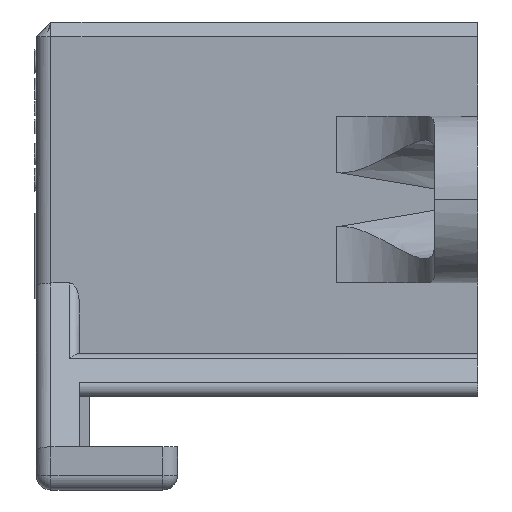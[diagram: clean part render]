
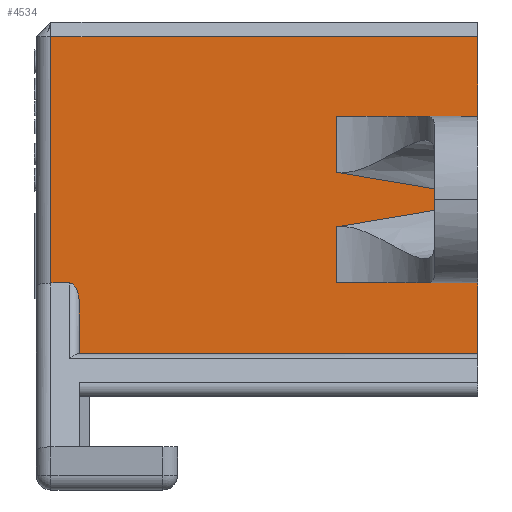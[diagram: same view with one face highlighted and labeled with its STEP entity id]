
A CAD part, left-side view. The second image highlights one B-rep face of the part: STEP entity #4534.
In plain terms, the highlighted planar face has unit normal (-1, 0, 0).
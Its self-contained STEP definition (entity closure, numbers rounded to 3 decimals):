
#5 = EDGE_CURVE ( 'NONE', #786, #4056, #5985, .T. ) ;
#178 = VECTOR ( 'NONE', #10273, 1000. ) ;
#190 = EDGE_CURVE ( 'NONE', #788, #1159, #5711, .T. ) ;
#536 = CARTESIAN_POINT ( 'NONE',  ( -22.55, 20.3, 1.65 ) ) ;
#552 = CARTESIAN_POINT ( 'NONE',  ( -22.55, 20.8, 1.65 ) ) ;
#588 = CARTESIAN_POINT ( 'NONE',  ( -22.55, 3.022, 5.149 ) ) ;
#732 = ORIENTED_EDGE ( 'NONE', *, *, #7586, .F. ) ;
#753 = B_SPLINE_CURVE_WITH_KNOTS ( 'NONE', 3,
 ( #11095, #2279, #4030, #10151, #5800, #588, #6674, #1410 ),
 .UNSPECIFIED., .F., .F.,
 ( 4, 2, 2, 4 ),
 ( 0., 0.003, 0.004, 0.005 ),
 .UNSPECIFIED. ) ;
#786 = VERTEX_POINT ( 'NONE', #10806 ) ;
#788 = VERTEX_POINT ( 'NONE', #3926 ) ;
#969 = ORIENTED_EDGE ( 'NONE', *, *, #1190, .F. ) ;
#1152 = LINE ( 'NONE', #10820, #9927 ) ;
#1159 = VERTEX_POINT ( 'NONE', #1890 ) ;
#1186 = CARTESIAN_POINT ( 'NONE',  ( -22.55, 2.2, 1.65 ) ) ;
#1190 = EDGE_CURVE ( 'NONE', #6595, #10881, #3076, .T. ) ;
#1295 = VERTEX_POINT ( 'NONE', #3740 ) ;
#1340 = CARTESIAN_POINT ( 'NONE',  ( -22.55, 21.75, 14.95 ) ) ;
#1410 = CARTESIAN_POINT ( 'NONE',  ( -22.55, 2.2, 5.355 ) ) ;
#1427 = VERTEX_POINT ( 'NONE', #5666 ) ;
#1445 = DIRECTION ( 'NONE',  ( 0., -1., 0. ) ) ;
#1518 = CARTESIAN_POINT ( 'NONE',  ( -22.55, 7.2, 4.508 ) ) ;
#1531 = LINE ( 'NONE', #536, #8647 ) ;
#1532 = CARTESIAN_POINT ( 'NONE',  ( -22.55, 15.3, -1.95 ) ) ;
#1883 = CARTESIAN_POINT ( 'NONE',  ( -22.55, 5.522, 7.078 ) ) ;
#1890 = CARTESIAN_POINT ( 'NONE',  ( -22.55, 0., 10.15 ) ) ;
#2127 = DIRECTION ( 'NONE',  ( 0., 0., 1. ) ) ;
#2277 = ORIENTED_EDGE ( 'NONE', *, *, #2520, .F. ) ;
#2279 = CARTESIAN_POINT ( 'NONE',  ( -22.55, 6.36, 4.611 ) ) ;
#2520 = EDGE_CURVE ( 'NONE', #1295, #1427, #1152, .T. ) ;
#2538 = VERTEX_POINT ( 'NONE', #7337 ) ;
#2823 = VERTEX_POINT ( 'NONE', #7551 ) ;
#3076 = LINE ( 'NONE', #3515, #10991 ) ;
#3160 = VERTEX_POINT ( 'NONE', #9152 ) ;
#3177 = ORIENTED_EDGE ( 'NONE', *, *, #8570, .T. ) ;
#3308 = EDGE_CURVE ( 'NONE', #11298, #788, #11260, .T. ) ;
#3403 = CARTESIAN_POINT ( 'NONE',  ( -22.55, 0., 14.95 ) ) ;
#3515 = CARTESIAN_POINT ( 'NONE',  ( -22.55, 20.3, 1.65 ) ) ;
#3685 = CARTESIAN_POINT ( 'NONE',  ( -22.55, 2.2, 10.15 ) ) ;
#3733 = CARTESIAN_POINT ( 'NONE',  ( -22.55, 4.269, 6.882 ) ) ;
#3740 = CARTESIAN_POINT ( 'NONE',  ( -22.55, 2.2, 6.445 ) ) ;
#3753 = VECTOR ( 'NONE', #2127, 1000. ) ;
#3871 = VECTOR ( 'NONE', #10679, 1000. ) ;
#3895 = DIRECTION ( 'NONE',  ( 0., -1., 0. ) ) ;
#3926 = CARTESIAN_POINT ( 'NONE',  ( -22.55, 0., 14.2 ) ) ;
#3979 = DIRECTION ( 'NONE',  ( 0., 1., 0. ) ) ;
#4030 = CARTESIAN_POINT ( 'NONE',  ( -22.55, 5.522, 4.722 ) ) ;
#4056 = VERTEX_POINT ( 'NONE', #4432 ) ;
#4097 = VERTEX_POINT ( 'NONE', #6350 ) ;
#4140 = DIRECTION ( 'NONE',  ( 0., -1., 0. ) ) ;
#4208 = CARTESIAN_POINT ( 'NONE',  ( -22.55, 20.3, -1.95 ) ) ;
#4217 = EDGE_CURVE ( 'NONE', #4056, #1295, #8274, .T. ) ;
#4220 = EDGE_LOOP ( 'NONE', ( #5038, #5471, #8031, #969, #5718, #732, #5888, #7709, #3177, #2277, #9303, #8611, #6216, #6956, #10603 ) ) ;
#4272 = EDGE_CURVE ( 'NONE', #3160, #2823, #4551, .T. ) ;
#4332 = VECTOR ( 'NONE', #3895, 1000. ) ;
#4377 = EDGE_CURVE ( 'NONE', #5647, #3160, #9477, .T. ) ;
#4409 = VECTOR ( 'NONE', #7730, 1000. ) ;
#4432 = CARTESIAN_POINT ( 'NONE',  ( -22.55, 7.2, 7.292 ) ) ;
#4534 = ADVANCED_FACE ( 'NONE', ( #5085 ), #7487, .F. ) ;
#4551 = LINE ( 'NONE', #1186, #3871 ) ;
#4569 = CARTESIAN_POINT ( 'NONE',  ( -22.55, 6.36, 7.189 ) ) ;
#5038 = ORIENTED_EDGE ( 'NONE', *, *, #5912, .F. ) ;
#5085 = FACE_OUTER_BOUND ( 'NONE', #4220, .T. ) ;
#5139 = CARTESIAN_POINT ( 'NONE',  ( -22.55, 22.5, 14.2 ) ) ;
#5460 = VERTEX_POINT ( 'NONE', #552 ) ;
#5471 = ORIENTED_EDGE ( 'NONE', *, *, #9806, .F. ) ;
#5536 = CARTESIAN_POINT ( 'NONE',  ( -22.55, 2.2, 6.445 ) ) ;
#5647 = VERTEX_POINT ( 'NONE', #1518 ) ;
#5666 = CARTESIAN_POINT ( 'NONE',  ( -22.55, 2.2, 5.355 ) ) ;
#5711 = LINE ( 'NONE', #8016, #6665 ) ;
#5718 = ORIENTED_EDGE ( 'NONE', *, *, #11063, .T. ) ;
#5800 = CARTESIAN_POINT ( 'NONE',  ( -22.55, 3.852, 4.989 ) ) ;
#5888 = ORIENTED_EDGE ( 'NONE', *, *, #4272, .F. ) ;
#5912 = EDGE_CURVE ( 'NONE', #2538, #11298, #7018, .T. ) ;
#5985 = LINE ( 'NONE', #6573, #8278 ) ;
#6199 = DIRECTION ( 'NONE',  ( 0., 0., -1. ) ) ;
#6216 = ORIENTED_EDGE ( 'NONE', *, *, #11239, .T. ) ;
#6350 = CARTESIAN_POINT ( 'NONE',  ( -22.55, 0., -1.95 ) ) ;
#6509 = CARTESIAN_POINT ( 'NONE',  ( -22.55, 20.3, 0.587 ) ) ;
#6531 = LINE ( 'NONE', #3685, #4332 ) ;
#6573 = CARTESIAN_POINT ( 'NONE',  ( -22.55, 7.2, 1.65 ) ) ;
#6581 = CARTESIAN_POINT ( 'NONE',  ( -22.55, 20.507, 1.65 ) ) ;
#6595 = VERTEX_POINT ( 'NONE', #4208 ) ;
#6665 = VECTOR ( 'NONE', #6199, 1000. ) ;
#6674 = CARTESIAN_POINT ( 'NONE',  ( -22.55, 2.609, 5.237 ) ) ;
#6899 = VECTOR ( 'NONE', #10492, 1000. ) ;
#6947 = EDGE_CURVE ( 'NONE', #10881, #5460, #10481, .T. ) ;
#6956 = ORIENTED_EDGE ( 'NONE', *, *, #190, .F. ) ;
#7015 = DIRECTION ( 'NONE',  ( 0., 0., 1. ) ) ;
#7018 = LINE ( 'NONE', #1340, #3753 ) ;
#7081 = LINE ( 'NONE', #1532, #9135 ) ;
#7159 = CARTESIAN_POINT ( 'NONE',  ( -22.55, 7.2, 7.292 ) ) ;
#7194 = CARTESIAN_POINT ( 'NONE',  ( -22.55, 3.852, 6.811 ) ) ;
#7230 = CARTESIAN_POINT ( 'NONE',  ( -22.55, 2.609, 6.563 ) ) ;
#7265 = CARTESIAN_POINT ( 'NONE',  ( -22.55, 3.022, 6.651 ) ) ;
#7316 = CARTESIAN_POINT ( 'NONE',  ( -22.55, 20.3, 0.587 ) ) ;
#7337 = CARTESIAN_POINT ( 'NONE',  ( -22.55, 21.75, 1.65 ) ) ;
#7369 = DIRECTION ( 'NONE',  ( 0., 0., -1. ) ) ;
#7415 = CARTESIAN_POINT ( 'NONE',  ( -22.55, 20.8, 1.65 ) ) ;
#7487 = PLANE ( 'NONE',  #8630 ) ;
#7528 = CARTESIAN_POINT ( 'NONE',  ( -22.55, 20.3, 1.21 ) ) ;
#7551 = CARTESIAN_POINT ( 'NONE',  ( -22.55, 0., 1.65 ) ) ;
#7586 = EDGE_CURVE ( 'NONE', #2823, #4097, #8791, .T. ) ;
#7709 = ORIENTED_EDGE ( 'NONE', *, *, #4377, .F. ) ;
#7730 = DIRECTION ( 'NONE',  ( 0., 0., -1. ) ) ;
#8016 = CARTESIAN_POINT ( 'NONE',  ( -22.55, 0., 14.95 ) ) ;
#8031 = ORIENTED_EDGE ( 'NONE', *, *, #6947, .F. ) ;
#8274 = B_SPLINE_CURVE_WITH_KNOTS ( 'NONE', 3,
 ( #7159, #4569, #1883, #3733, #7194, #7265, #7230, #5536 ),
 .UNSPECIFIED., .F., .F.,
 ( 4, 2, 2, 4 ),
 ( 0., 0.003, 0.004, 0.005 ),
 .UNSPECIFIED. ) ;
#8278 = VECTOR ( 'NONE', #7369, 1000. ) ;
#8570 = EDGE_CURVE ( 'NONE', #5647, #1427, #753, .T. ) ;
#8611 = ORIENTED_EDGE ( 'NONE', *, *, #5, .F. ) ;
#8630 = AXIS2_PLACEMENT_3D ( 'NONE', #9552, #10419, #1445 ) ;
#8647 = VECTOR ( 'NONE', #3979, 1000. ) ;
#8791 = LINE ( 'NONE', #3403, #178 ) ;
#9135 = VECTOR ( 'NONE', #4140, 1000. ) ;
#9152 = CARTESIAN_POINT ( 'NONE',  ( -22.55, 7.2, 1.65 ) ) ;
#9303 = ORIENTED_EDGE ( 'NONE', *, *, #4217, .F. ) ;
#9477 = LINE ( 'NONE', #11288, #4409 ) ;
#9552 = CARTESIAN_POINT ( 'NONE',  ( -22.55, 22.5, 14.95 ) ) ;
#9806 = EDGE_CURVE ( 'NONE', #5460, #2538, #1531, .T. ) ;
#9927 = VECTOR ( 'NONE', #10888, 1000. ) ;
#10151 = CARTESIAN_POINT ( 'NONE',  ( -22.55, 4.269, 4.918 ) ) ;
#10273 = DIRECTION ( 'NONE',  ( 0., 0., -1. ) ) ;
#10419 = DIRECTION ( 'NONE',  ( 1., 0., 0. ) ) ;
#10481 =( BOUNDED_CURVE ( )  B_SPLINE_CURVE ( 3, ( #6509, #7528, #6581, #7415 ),
 .UNSPECIFIED., .F., .F. ) 
 B_SPLINE_CURVE_WITH_KNOTS ( ( 4, 4 ),
 ( 4.712, 6.283 ),
 .UNSPECIFIED. ) 
 CURVE ( )  GEOMETRIC_REPRESENTATION_ITEM ( )  RATIONAL_B_SPLINE_CURVE ( ( 1., 0.805, 0.805, 1. ) ) 
 REPRESENTATION_ITEM ( '' )  );
#10492 = DIRECTION ( 'NONE',  ( 0., -1., 0. ) ) ;
#10603 = ORIENTED_EDGE ( 'NONE', *, *, #3308, .F. ) ;
#10679 = DIRECTION ( 'NONE',  ( 0., -1., 0. ) ) ;
#10806 = CARTESIAN_POINT ( 'NONE',  ( -22.55, 7.2, 10.15 ) ) ;
#10820 = CARTESIAN_POINT ( 'NONE',  ( -22.55, 2.2, 0. ) ) ;
#10873 = CARTESIAN_POINT ( 'NONE',  ( -22.55, 21.75, 14.2 ) ) ;
#10881 = VERTEX_POINT ( 'NONE', #7316 ) ;
#10888 = DIRECTION ( 'NONE',  ( 0., 0., -1. ) ) ;
#10991 = VECTOR ( 'NONE', #7015, 1000. ) ;
#11063 = EDGE_CURVE ( 'NONE', #6595, #4097, #7081, .T. ) ;
#11095 = CARTESIAN_POINT ( 'NONE',  ( -22.55, 7.2, 4.508 ) ) ;
#11239 = EDGE_CURVE ( 'NONE', #786, #1159, #6531, .T. ) ;
#11260 = LINE ( 'NONE', #5139, #6899 ) ;
#11288 = CARTESIAN_POINT ( 'NONE',  ( -22.55, 7.2, 1.65 ) ) ;
#11298 = VERTEX_POINT ( 'NONE', #10873 ) ;
